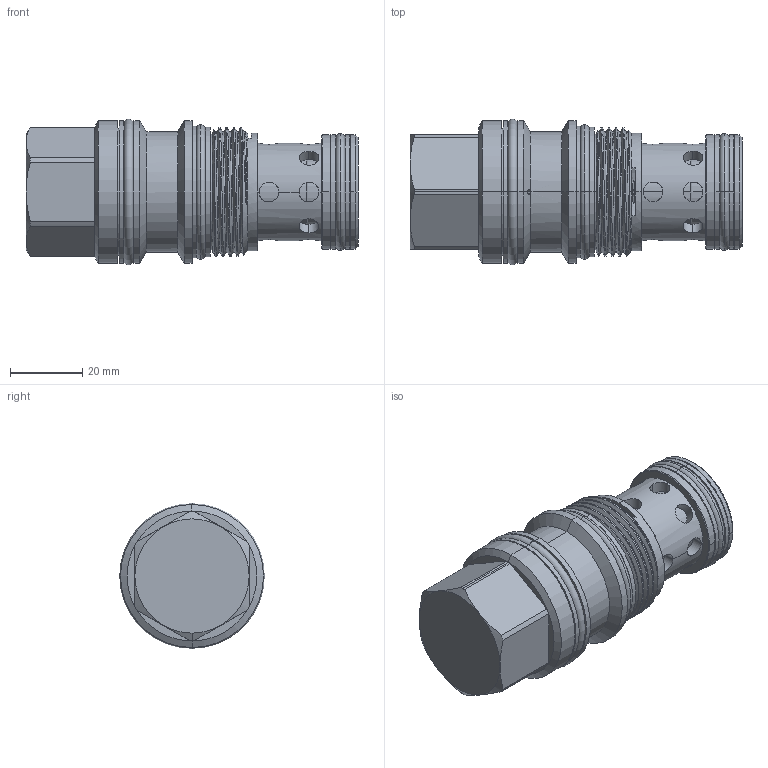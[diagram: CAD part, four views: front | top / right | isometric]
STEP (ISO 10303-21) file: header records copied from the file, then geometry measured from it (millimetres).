
FILE_DESCRIPTION (( 'STEP AP214' ), '1' );
FILE_NAME ('CC17A3003.STEP', '2016-04-12T00:22:33', ( '' ), ( '' ), 'SwSTEP 2.0', 'SolidWorks 2012', '' );
FILE_SCHEMA (( 'AUTOMOTIVE_DESIGN' ));
Length unit declared in the file: millimetre
Products named in the file (1): CC17A3003
Bounding box: 92.12 x 40.39 x 40.39 mm (x, y, z)
Volume: 74667.8 mm3; surface area: 26248.5 mm2
Topology: 8 solids, 9 shells, 232 faces, 561 edges, 339 vertices
Faces by surface type: cylinder 119, cone 49, plane 36, torus 23, bspline 3, sphere 2
Entity records: 9547 total; most frequent: CARTESIAN_POINT 4085, DIRECTION 1133, ORIENTED_EDGE 1114, EDGE_CURVE 557, AXIS2_PLACEMENT_3D 478, VERTEX_POINT 339, EDGE_LOOP 268, CIRCLE 248
